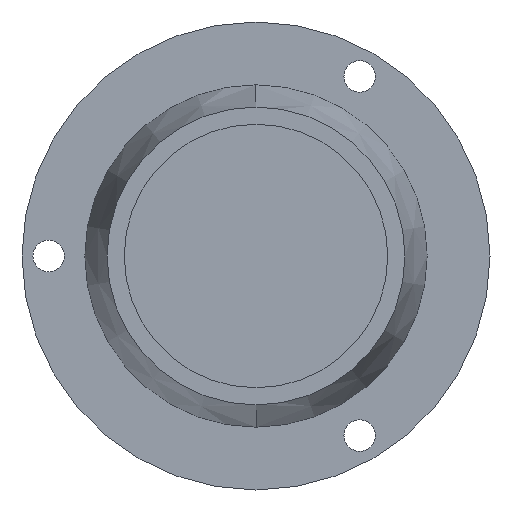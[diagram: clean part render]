
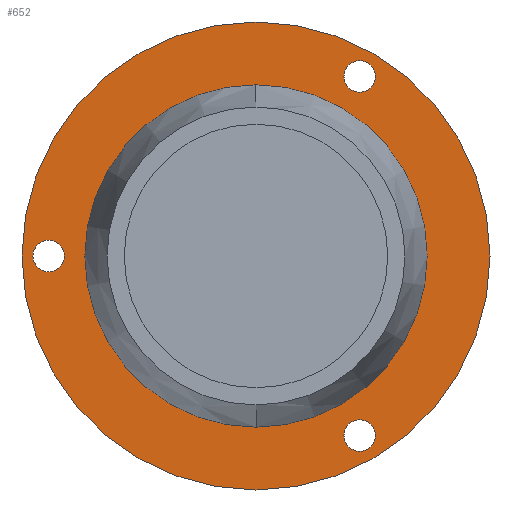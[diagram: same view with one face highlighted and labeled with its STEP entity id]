
A CAD part, left-side view. The second image highlights one B-rep face of the part: STEP entity #652.
In plain terms, the highlighted planar face has unit normal (-1, 0, 0).
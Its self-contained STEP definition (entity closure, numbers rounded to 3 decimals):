
#21 = ORIENTED_EDGE ( 'NONE', *, *, #3082, .T. ) ;
#24 = ORIENTED_EDGE ( 'NONE', *, *, #833, .T. ) ;
#201 = VERTEX_POINT ( 'NONE', #331 ) ;
#278 = VERTEX_POINT ( 'NONE', #3729 ) ;
#331 = CARTESIAN_POINT ( 'NONE',  ( 28.6, 34.112, -2.591 ) ) ;
#453 = DIRECTION ( 'NONE',  ( 0., 0., -1. ) ) ;
#463 = CARTESIAN_POINT ( 'NONE',  ( 28.6, 0., 0. ) ) ;
#506 = AXIS2_PLACEMENT_3D ( 'NONE', #2739, #3397, #2770 ) ;
#518 = FACE_BOUND ( 'NONE', #2776, .T. ) ;
#532 = VERTEX_POINT ( 'NONE', #1622 ) ;
#608 = DIRECTION ( 'NONE',  ( 0., 0., 1. ) ) ;
#636 = FACE_BOUND ( 'NONE', #3811, .T. ) ;
#652 = ADVANCED_FACE ( 'NONE', ( #636, #518, #2022, #3375, #754 ), #3125, .T. ) ;
#754 = FACE_BOUND ( 'NONE', #3506, .T. ) ;
#822 = DIRECTION ( 'NONE',  ( 0., 0., 1. ) ) ;
#833 = EDGE_CURVE ( 'NONE', #4411, #1467, #2672, .T. ) ;
#847 = CARTESIAN_POINT ( 'NONE',  ( 28.6, -17.056, 29.542 ) ) ;
#910 = EDGE_CURVE ( 'NONE', #4020, #278, #2987, .T. ) ;
#1032 = ORIENTED_EDGE ( 'NONE', *, *, #1782, .F. ) ;
#1084 = CARTESIAN_POINT ( 'NONE',  ( 28.6, -17.056, 26.951 ) ) ;
#1113 = DIRECTION ( 'NONE',  ( 1., 0., 0. ) ) ;
#1158 = DIRECTION ( 'NONE',  ( 1., 0., 0. ) ) ;
#1174 = CIRCLE ( 'NONE', #2098, 2.591 ) ;
#1177 = EDGE_CURVE ( 'NONE', #201, #2944, #1174, .T. ) ;
#1186 = DIRECTION ( 'NONE',  ( -1., 0., 0. ) ) ;
#1279 = VERTEX_POINT ( 'NONE', #3513 ) ;
#1327 = EDGE_CURVE ( 'NONE', #278, #4020, #3313, .T. ) ;
#1354 = DIRECTION ( 'NONE',  ( -1., 0., 0. ) ) ;
#1389 = CARTESIAN_POINT ( 'NONE',  ( 28.6, 0., -28.169 ) ) ;
#1467 = VERTEX_POINT ( 'NONE', #1940 ) ;
#1479 = CIRCLE ( 'NONE', #3061, 2.591 ) ;
#1482 = AXIS2_PLACEMENT_3D ( 'NONE', #1700, #1354, #608 ) ;
#1513 = DIRECTION ( 'NONE',  ( 1., 0., 0. ) ) ;
#1526 = CARTESIAN_POINT ( 'NONE',  ( 28.6, 0., 0. ) ) ;
#1579 = DIRECTION ( 'NONE',  ( 1., 0., 0. ) ) ;
#1581 = EDGE_LOOP ( 'NONE', ( #2691, #1903 ) ) ;
#1622 = CARTESIAN_POINT ( 'NONE',  ( 28.6, -17.056, -32.133 ) ) ;
#1700 = CARTESIAN_POINT ( 'NONE',  ( 28.6, 0., 0. ) ) ;
#1782 = EDGE_CURVE ( 'NONE', #1279, #2454, #2690, .T. ) ;
#1896 = AXIS2_PLACEMENT_3D ( 'NONE', #2875, #1158, #3563 ) ;
#1903 = ORIENTED_EDGE ( 'NONE', *, *, #910, .T. ) ;
#1940 = CARTESIAN_POINT ( 'NONE',  ( 28.6, -17.056, 32.133 ) ) ;
#2022 = FACE_BOUND ( 'NONE', #3318, .T. ) ;
#2039 = EDGE_CURVE ( 'NONE', #3639, #532, #4211, .T. ) ;
#2098 = AXIS2_PLACEMENT_3D ( 'NONE', #2382, #2725, #3080 ) ;
#2203 = ORIENTED_EDGE ( 'NONE', *, *, #4268, .T. ) ;
#2382 = CARTESIAN_POINT ( 'NONE',  ( 28.6, 34.112, 0. ) ) ;
#2454 = VERTEX_POINT ( 'NONE', #1389 ) ;
#2505 = CARTESIAN_POINT ( 'NONE',  ( 28.6, 0., -38.506 ) ) ;
#2579 = ORIENTED_EDGE ( 'NONE', *, *, #1177, .T. ) ;
#2626 = CARTESIAN_POINT ( 'NONE',  ( 28.6, -17.056, -26.951 ) ) ;
#2632 = CIRCLE ( 'NONE', #4022, 2.591 ) ;
#2643 = AXIS2_PLACEMENT_3D ( 'NONE', #4228, #4241, #3254 ) ;
#2672 = CIRCLE ( 'NONE', #2643, 2.591 ) ;
#2690 = CIRCLE ( 'NONE', #1482, 28.169 ) ;
#2691 = ORIENTED_EDGE ( 'NONE', *, *, #1327, .T. ) ;
#2725 = DIRECTION ( 'NONE',  ( 1., 0., 0. ) ) ;
#2739 = CARTESIAN_POINT ( 'NONE',  ( 28.6, 32.15, 0. ) ) ;
#2770 = DIRECTION ( 'NONE',  ( 0., 0., 1. ) ) ;
#2776 = EDGE_LOOP ( 'NONE', ( #2579, #4115 ) ) ;
#2820 = CARTESIAN_POINT ( 'NONE',  ( 28.6, -17.056, -29.542 ) ) ;
#2835 = DIRECTION ( 'NONE',  ( 0., 0., 1. ) ) ;
#2875 = CARTESIAN_POINT ( 'NONE',  ( 28.6, 34.112, 0. ) ) ;
#2876 = DIRECTION ( 'NONE',  ( -1., 0., 0. ) ) ;
#2902 = EDGE_CURVE ( 'NONE', #2944, #201, #3885, .T. ) ;
#2944 = VERTEX_POINT ( 'NONE', #3189 ) ;
#2961 = ORIENTED_EDGE ( 'NONE', *, *, #2039, .T. ) ;
#2987 = CIRCLE ( 'NONE', #3611, 38.506 ) ;
#3017 = CIRCLE ( 'NONE', #4203, 28.169 ) ;
#3025 = ORIENTED_EDGE ( 'NONE', *, *, #3514, .F. ) ;
#3061 = AXIS2_PLACEMENT_3D ( 'NONE', #847, #1579, #3951 ) ;
#3080 = DIRECTION ( 'NONE',  ( 0., 0., -1. ) ) ;
#3082 = EDGE_CURVE ( 'NONE', #1467, #4411, #1479, .T. ) ;
#3125 = PLANE ( 'NONE',  #506 ) ;
#3170 = DIRECTION ( 'NONE',  ( -1., 0., 0. ) ) ;
#3189 = CARTESIAN_POINT ( 'NONE',  ( 28.6, 34.112, 2.591 ) ) ;
#3250 = AXIS2_PLACEMENT_3D ( 'NONE', #3496, #3170, #2835 ) ;
#3254 = DIRECTION ( 'NONE',  ( 0., 0., -1. ) ) ;
#3313 = CIRCLE ( 'NONE', #3250, 38.506 ) ;
#3318 = EDGE_LOOP ( 'NONE', ( #24, #21 ) ) ;
#3375 = FACE_OUTER_BOUND ( 'NONE', #1581, .T. ) ;
#3397 = DIRECTION ( 'NONE',  ( -1., 0., 0. ) ) ;
#3496 = CARTESIAN_POINT ( 'NONE',  ( 28.6, 0., 0. ) ) ;
#3506 = EDGE_LOOP ( 'NONE', ( #1032, #3025 ) ) ;
#3513 = CARTESIAN_POINT ( 'NONE',  ( 28.6, 0., 28.169 ) ) ;
#3514 = EDGE_CURVE ( 'NONE', #2454, #1279, #3017, .T. ) ;
#3536 = AXIS2_PLACEMENT_3D ( 'NONE', #2820, #1113, #4168 ) ;
#3563 = DIRECTION ( 'NONE',  ( 0., 0., -1. ) ) ;
#3570 = DIRECTION ( 'NONE',  ( 0., 0., 1. ) ) ;
#3611 = AXIS2_PLACEMENT_3D ( 'NONE', #1526, #1186, #3570 ) ;
#3639 = VERTEX_POINT ( 'NONE', #2626 ) ;
#3729 = CARTESIAN_POINT ( 'NONE',  ( 28.6, 0., 38.506 ) ) ;
#3811 = EDGE_LOOP ( 'NONE', ( #2203, #2961 ) ) ;
#3861 = CARTESIAN_POINT ( 'NONE',  ( 28.6, -17.056, -29.542 ) ) ;
#3885 = CIRCLE ( 'NONE', #1896, 2.591 ) ;
#3951 = DIRECTION ( 'NONE',  ( 0., 0., -1. ) ) ;
#4020 = VERTEX_POINT ( 'NONE', #2505 ) ;
#4022 = AXIS2_PLACEMENT_3D ( 'NONE', #3861, #1513, #453 ) ;
#4115 = ORIENTED_EDGE ( 'NONE', *, *, #2902, .T. ) ;
#4168 = DIRECTION ( 'NONE',  ( 0., 0., -1. ) ) ;
#4203 = AXIS2_PLACEMENT_3D ( 'NONE', #463, #2876, #822 ) ;
#4211 = CIRCLE ( 'NONE', #3536, 2.591 ) ;
#4228 = CARTESIAN_POINT ( 'NONE',  ( 28.6, -17.056, 29.542 ) ) ;
#4241 = DIRECTION ( 'NONE',  ( 1., 0., 0. ) ) ;
#4268 = EDGE_CURVE ( 'NONE', #532, #3639, #2632, .T. ) ;
#4411 = VERTEX_POINT ( 'NONE', #1084 ) ;
